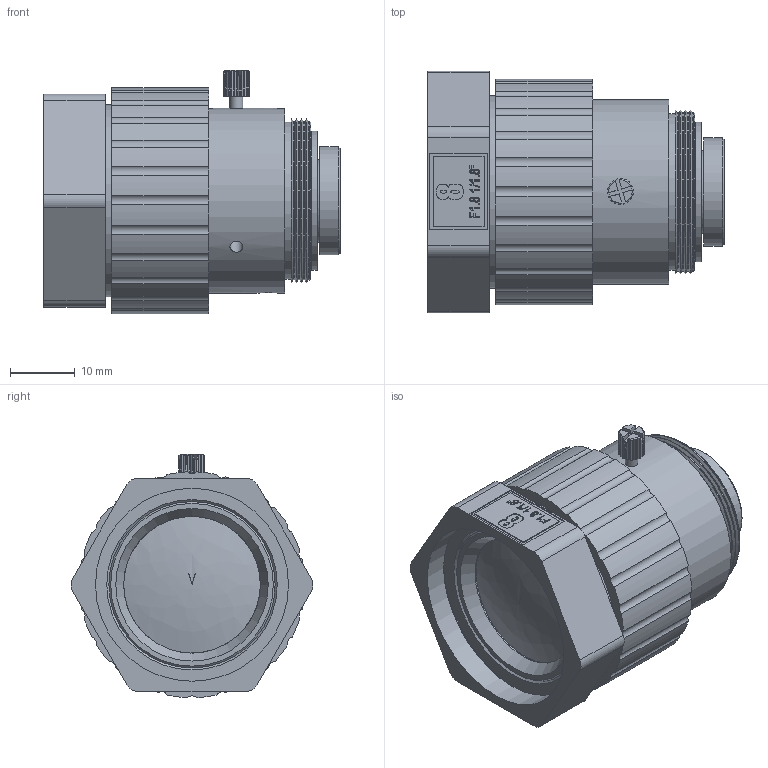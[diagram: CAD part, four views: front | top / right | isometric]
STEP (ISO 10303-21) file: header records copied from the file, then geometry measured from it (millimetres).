
FILE_DESCRIPTION (( 'STEP AP203' ), '1' );
FILE_NAME ('600096.STEP', '2024-11-18T03:49:58', ( 'Windows User' ), ( 'P R C' ), 'SwSTEP 2.0', 'SolidWorks 2020', '' );
FILE_SCHEMA (( 'CONFIG_CONTROL_DESIGN' ));
Length unit declared in the file: millimetre
Products named in the file (1): 600096
Bounding box: 45.89 x 37.49 x 37.69 mm (x, y, z)
Volume: 29070.7 mm3; surface area: 14147.5 mm2
Topology: 4 solids, 4 shells, 383 faces, 946 edges, 616 vertices
Faces by surface type: plane 182, cylinder 111, bspline 58, cone 32
Full cylindrical faces by diameter (mm): 1 x1, 1.5 x1, 1.7 x1, 2 x4, 2.5 x1, 3 x1, 9.4 x1, 12.8 x1, 16.8 x1, 17.6 x1, 20.4 x1, 20.6 x1, 21.6 x1, 22 x3, 22.2 x1, 24.3 x1, 24.541 x4, 25.4 x4, 28 x2, 28.6 x1, 29.8 x1, 29.9 x1, 30 x1, 30.9 x1, 31 x1, 31.2 x1, 31.4 x1
Entity records: 14029 total; most frequent: CARTESIAN_POINT 5460, ORIENTED_EDGE 1736, DIRECTION 1613, EDGE_CURVE 868, VERTEX_POINT 599, AXIS2_PLACEMENT_3D 571, EDGE_LOOP 499, LINE 471
